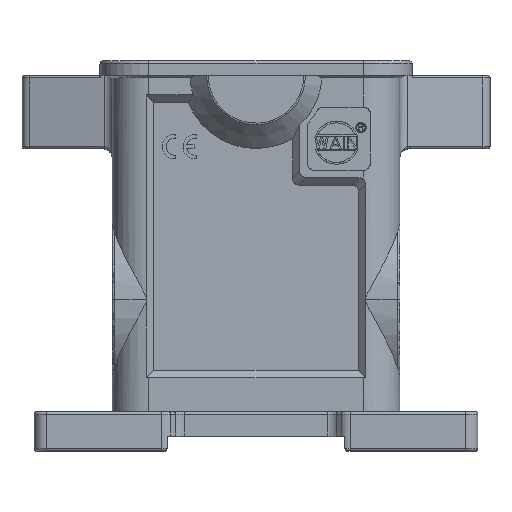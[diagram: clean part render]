
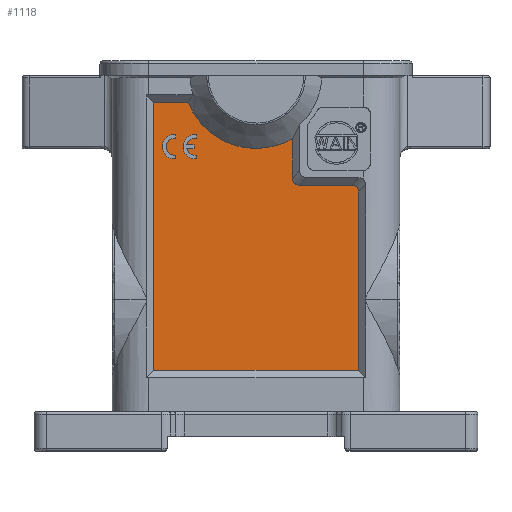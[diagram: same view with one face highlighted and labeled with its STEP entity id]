
A CAD part, top view. The second image highlights one B-rep face of the part: STEP entity #1118.
In plain terms, the highlighted planar face has unit normal (0, 0, 1).
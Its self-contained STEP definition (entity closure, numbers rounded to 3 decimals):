
#1118=ADVANCED_FACE('NONE',(#2285,#2286,#2287),#1688,.T.);
#1688=PLANE('',#10066);
#1982=B_SPLINE_CURVE_WITH_KNOTS('',3,(#13412,#13413,#13414,#13415,#13416,
#13417),.UNSPECIFIED.,.F.,.F.,(4,2,4),(0.,0.5,1.),.UNSPECIFIED.);
#1983=B_SPLINE_CURVE_WITH_KNOTS('',3,(#13422,#13423,#13424,#13425,#13426,
#13427),.UNSPECIFIED.,.F.,.F.,(4,2,4),(0.,0.5,1.),.UNSPECIFIED.);
#1984=B_SPLINE_CURVE_WITH_KNOTS('',3,(#13431,#13432,#13433,#13434,#13435,
#13436),.UNSPECIFIED.,.F.,.F.,(4,2,4),(0.,0.5,1.),.UNSPECIFIED.);
#2285=FACE_BOUND('',#2368,.T.);
#2286=FACE_BOUND('',#2369,.T.);
#2287=FACE_BOUND('',#2370,.T.);
#2368=EDGE_LOOP('',(#3003,#3004,#3005,#3006,#3007,#3008));
#2369=EDGE_LOOP('',(#3009,#3010,#3011,#3012,#3013,#3014,#3015,#3016,#3017));
#2370=EDGE_LOOP('',(#3018,#3019,#3020,#3021,#3022,#3023,#3024,#3025,#3026));
#2988=ELLIPSE('',#10061,2.5,2.49);
#2989=ELLIPSE('',#10062,1.746,1.74);
#2990=ELLIPSE('',#10063,1.746,1.74);
#2991=ELLIPSE('',#10064,2.5,2.49);
#2992=ELLIPSE('',#10065,1.746,1.74);
#3003=ORIENTED_EDGE('',*,*,#6833,.F.);
#3004=ORIENTED_EDGE('',*,*,#6834,.F.);
#3005=ORIENTED_EDGE('',*,*,#6835,.F.);
#3006=ORIENTED_EDGE('',*,*,#6836,.F.);
#3007=ORIENTED_EDGE('',*,*,#6837,.F.);
#3008=ORIENTED_EDGE('',*,*,#6838,.F.);
#3009=ORIENTED_EDGE('',*,*,#6839,.T.);
#3010=ORIENTED_EDGE('',*,*,#6840,.F.);
#3011=ORIENTED_EDGE('',*,*,#6841,.F.);
#3012=ORIENTED_EDGE('',*,*,#6842,.F.);
#3013=ORIENTED_EDGE('',*,*,#6843,.F.);
#3014=ORIENTED_EDGE('',*,*,#6844,.F.);
#3015=ORIENTED_EDGE('',*,*,#6845,.T.);
#3016=ORIENTED_EDGE('',*,*,#6846,.T.);
#3017=ORIENTED_EDGE('',*,*,#6847,.T.);
#3018=ORIENTED_EDGE('',*,*,#6848,.F.);
#3019=ORIENTED_EDGE('',*,*,#6849,.F.);
#3020=ORIENTED_EDGE('',*,*,#6850,.F.);
#3021=ORIENTED_EDGE('',*,*,#6851,.F.);
#3022=ORIENTED_EDGE('',*,*,#6852,.F.);
#3023=ORIENTED_EDGE('',*,*,#6853,.F.);
#3024=ORIENTED_EDGE('',*,*,#6854,.F.);
#3025=ORIENTED_EDGE('',*,*,#6855,.F.);
#3026=ORIENTED_EDGE('',*,*,#6856,.F.);
#5911=VERTEX_POINT('',#13401);
#5912=VERTEX_POINT('',#13402);
#5913=VERTEX_POINT('',#13404);
#5914=VERTEX_POINT('',#13406);
#5915=VERTEX_POINT('',#13408);
#5916=VERTEX_POINT('',#13410);
#5917=VERTEX_POINT('',#13418);
#5918=VERTEX_POINT('',#13419);
#5919=VERTEX_POINT('',#13421);
#5920=VERTEX_POINT('',#13428);
#5921=VERTEX_POINT('',#13430);
#5922=VERTEX_POINT('',#13437);
#5923=VERTEX_POINT('',#13439);
#5924=VERTEX_POINT('',#13441);
#5925=VERTEX_POINT('',#13443);
#5926=VERTEX_POINT('',#13446);
#5927=VERTEX_POINT('',#13447);
#5928=VERTEX_POINT('',#13449);
#5929=VERTEX_POINT('',#13451);
#5930=VERTEX_POINT('',#13453);
#5931=VERTEX_POINT('',#13455);
#5932=VERTEX_POINT('',#13457);
#5933=VERTEX_POINT('',#13459);
#5934=VERTEX_POINT('',#13461);
#6833=EDGE_CURVE('',#5911,#5912,#8287,.T.);
#6834=EDGE_CURVE('',#5913,#5911,#8288,.T.);
#6835=EDGE_CURVE('',#5914,#5913,#2988,.T.);
#6836=EDGE_CURVE('',#5915,#5914,#8289,.T.);
#6837=EDGE_CURVE('',#5916,#5915,#8290,.T.);
#6838=EDGE_CURVE('',#5912,#5916,#2989,.T.);
#6839=EDGE_CURVE('NONE',#5917,#5918,#1982,.T.);
#6840=EDGE_CURVE('NONE',#5919,#5918,#8291,.T.);
#6841=EDGE_CURVE('NONE',#5920,#5919,#1983,.T.);
#6842=EDGE_CURVE('NONE',#5921,#5920,#8292,.T.);
#6843=EDGE_CURVE('NONE',#5922,#5921,#1984,.T.);
#6844=EDGE_CURVE('NONE',#5923,#5922,#8293,.T.);
#6845=EDGE_CURVE('NONE',#5923,#5924,#8294,.T.);
#6846=EDGE_CURVE('NONE',#5924,#5925,#8295,.T.);
#6847=EDGE_CURVE('NONE',#5925,#5917,#8296,.T.);
#6848=EDGE_CURVE('',#5926,#5927,#8297,.T.);
#6849=EDGE_CURVE('',#5928,#5926,#8298,.T.);
#6850=EDGE_CURVE('',#5929,#5928,#2990,.T.);
#6851=EDGE_CURVE('',#5930,#5929,#8299,.T.);
#6852=EDGE_CURVE('',#5931,#5930,#8300,.T.);
#6853=EDGE_CURVE('',#5932,#5931,#2991,.T.);
#6854=EDGE_CURVE('',#5933,#5932,#8301,.T.);
#6855=EDGE_CURVE('',#5934,#5933,#2992,.T.);
#6856=EDGE_CURVE('',#5927,#5934,#8302,.T.);
#8287=LINE('',#13400,#9169);
#8288=LINE('',#13403,#9170);
#8289=LINE('',#13407,#9171);
#8290=LINE('',#13409,#9172);
#8291=LINE('',#13420,#9173);
#8292=LINE('',#13429,#9174);
#8293=LINE('',#13438,#9175);
#8294=LINE('',#13440,#9176);
#8295=LINE('',#13442,#9177);
#8296=LINE('',#13444,#9178);
#8297=LINE('',#13445,#9179);
#8298=LINE('',#13448,#9180);
#8299=LINE('',#13452,#9181);
#8300=LINE('',#13454,#9182);
#8301=LINE('',#13458,#9183);
#8302=LINE('',#13462,#9184);
#9169=VECTOR('',#10878,1.);
#9170=VECTOR('',#10879,1.);
#9171=VECTOR('',#10882,1.);
#9172=VECTOR('',#10883,1.);
#9173=VECTOR('',#10886,1.);
#9174=VECTOR('',#10887,1.);
#9175=VECTOR('',#10888,1.);
#9176=VECTOR('',#10889,1.);
#9177=VECTOR('',#10890,1.);
#9178=VECTOR('',#10891,1.);
#9179=VECTOR('',#10892,1.);
#9180=VECTOR('',#10893,1.);
#9181=VECTOR('',#10896,1.);
#9182=VECTOR('',#10897,1.);
#9183=VECTOR('',#10900,1.);
#9184=VECTOR('',#10903,1.);
#10061=AXIS2_PLACEMENT_3D('',#13405,#10880,#10881);
#10062=AXIS2_PLACEMENT_3D('',#13411,#10884,#10885);
#10063=AXIS2_PLACEMENT_3D('',#13450,#10894,#10895);
#10064=AXIS2_PLACEMENT_3D('',#13456,#10898,#10899);
#10065=AXIS2_PLACEMENT_3D('',#13460,#10901,#10902);
#10066=AXIS2_PLACEMENT_3D('',#13463,#10904,#10905);
#10878=DIRECTION('',(0.,1.,0.));
#10879=DIRECTION('',(1.,0.024,0.));
#10880=DIRECTION('',(0.,0.,1.));
#10881=DIRECTION('',(1.,0.,0.));
#10882=DIRECTION('',(0.,1.,0.));
#10883=DIRECTION('',(0.999,-0.055,0.));
#10884=DIRECTION('',(0.,0.,-1.));
#10885=DIRECTION('',(-1.,0.,0.));
#10886=DIRECTION('',(1.,0.,0.));
#10887=DIRECTION('',(0.,-1.,0.));
#10888=DIRECTION('',(1.,0.,0.));
#10889=DIRECTION('',(0.,-1.,0.));
#10890=DIRECTION('',(1.,0.,0.));
#10891=DIRECTION('',(0.,1.,0.));
#10892=DIRECTION('',(0.,1.,0.));
#10893=DIRECTION('',(1.,0.,0.));
#10894=DIRECTION('',(0.,0.,-1.));
#10895=DIRECTION('',(-1.,0.,0.));
#10896=DIRECTION('',(0.,1.,0.));
#10897=DIRECTION('',(1.,0.024,0.));
#10898=DIRECTION('',(0.,0.,1.));
#10899=DIRECTION('',(1.,0.,0.));
#10900=DIRECTION('',(0.,1.,0.));
#10901=DIRECTION('',(0.,0.,-1.));
#10902=DIRECTION('',(-1.,0.,0.));
#10903=DIRECTION('',(-1.,0.,0.));
#10904=DIRECTION('',(0.,0.,1.));
#10905=DIRECTION('',(1.,0.,0.));
#13400=CARTESIAN_POINT('',(-16.441,59.905,21.));
#13401=CARTESIAN_POINT('',(-16.441,59.905,21.));
#13402=CARTESIAN_POINT('',(-16.441,60.656,21.));
#13403=CARTESIAN_POINT('',(-16.866,59.894,21.));
#13404=CARTESIAN_POINT('',(-16.866,59.894,21.));
#13405=CARTESIAN_POINT('',(-16.714,62.38,21.));
#13406=CARTESIAN_POINT('',(-16.441,64.856,21.));
#13407=CARTESIAN_POINT('',(-16.441,64.095,21.));
#13408=CARTESIAN_POINT('',(-16.441,64.095,21.));
#13409=CARTESIAN_POINT('',(-16.78,64.114,21.));
#13410=CARTESIAN_POINT('',(-16.78,64.114,21.));
#13411=CARTESIAN_POINT('',(-16.706,62.376,21.));
#13412=CARTESIAN_POINT('',(21.,53.086,21.));
#13413=CARTESIAN_POINT('',(21.009,53.469,21.));
#13414=CARTESIAN_POINT('',(20.877,53.865,21.));
#13415=CARTESIAN_POINT('',(20.366,54.377,21.));
#13416=CARTESIAN_POINT('',(19.971,54.509,21.));
#13417=CARTESIAN_POINT('',(19.586,54.5,21.));
#13418=CARTESIAN_POINT('',(21.,53.086,21.));
#13419=CARTESIAN_POINT('',(19.586,54.5,21.));
#13420=CARTESIAN_POINT('',(15.,54.5,21.));
#13421=CARTESIAN_POINT('',(8.914,54.5,21.));
#13422=CARTESIAN_POINT('',(7.5,55.914,21.));
#13423=CARTESIAN_POINT('',(7.495,55.526,20.995));
#13424=CARTESIAN_POINT('',(7.625,55.133,21.));
#13425=CARTESIAN_POINT('',(8.133,54.625,21.));
#13426=CARTESIAN_POINT('',(8.526,54.495,20.995));
#13427=CARTESIAN_POINT('',(8.914,54.5,21.));
#13428=CARTESIAN_POINT('',(7.5,55.914,21.));
#13429=CARTESIAN_POINT('',(7.5,60.005,21.));
#13430=CARTESIAN_POINT('',(7.5,64.01,21.));
#13431=CARTESIAN_POINT('',(-13.955,71.5,21.));
#13432=CARTESIAN_POINT('',(-12.38,67.502,21.));
#13433=CARTESIAN_POINT('',(-9.001,64.255,21.));
#13434=CARTESIAN_POINT('',(-0.887,61.422,21.));
#13435=CARTESIAN_POINT('',(3.778,61.861,21.));
#13436=CARTESIAN_POINT('',(7.5,64.01,21.));
#13437=CARTESIAN_POINT('',(-13.955,71.5,21.));
#13438=CARTESIAN_POINT('',(-17.478,71.5,21.));
#13439=CARTESIAN_POINT('',(-21.,71.5,21.));
#13440=CARTESIAN_POINT('',(-21.,0.,21.));
#13441=CARTESIAN_POINT('',(-21.,16.5,21.));
#13442=CARTESIAN_POINT('',(-29.5,16.5,21.));
#13443=CARTESIAN_POINT('',(21.,16.5,21.));
#13444=CARTESIAN_POINT('',(21.,0.,21.));
#13445=CARTESIAN_POINT('',(-12.716,61.999,21.));
#13446=CARTESIAN_POINT('',(-12.716,61.999,21.));
#13447=CARTESIAN_POINT('',(-12.716,62.752,21.));
#13448=CARTESIAN_POINT('',(-14.17,61.999,21.));
#13449=CARTESIAN_POINT('',(-14.17,61.999,21.));
#13450=CARTESIAN_POINT('',(-12.465,62.371,21.));
#13451=CARTESIAN_POINT('',(-12.2,60.652,21.));
#13452=CARTESIAN_POINT('',(-12.2,59.9,21.));
#13453=CARTESIAN_POINT('',(-12.2,59.9,21.));
#13454=CARTESIAN_POINT('',(-12.625,59.89,21.));
#13455=CARTESIAN_POINT('',(-12.625,59.89,21.));
#13456=CARTESIAN_POINT('',(-12.473,62.376,21.));
#13457=CARTESIAN_POINT('',(-12.2,64.851,21.));
#13458=CARTESIAN_POINT('',(-12.2,64.09,21.));
#13459=CARTESIAN_POINT('',(-12.2,64.09,21.));
#13460=CARTESIAN_POINT('',(-12.465,62.371,21.));
#13461=CARTESIAN_POINT('',(-14.168,62.752,21.));
#13462=CARTESIAN_POINT('',(-12.716,62.752,21.));
#13463=CARTESIAN_POINT('',(-29.5,0.,21.));
